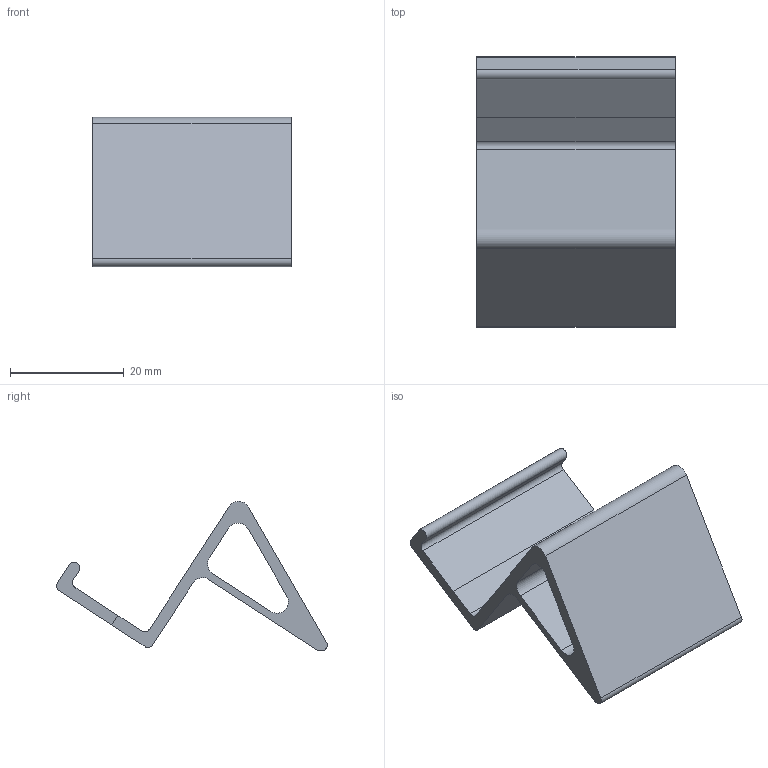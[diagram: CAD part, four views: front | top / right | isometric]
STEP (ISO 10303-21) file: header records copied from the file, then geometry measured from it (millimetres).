
FILE_DESCRIPTION(/* description */ (''),/* implementation_level */ '2;1');
FILE_NAME(/* name */ '2.8inch Stand (1).step',/* time_stamp */ '2023-11-12T14:45:42Z',/* author */ (''),/* organization */ (''),/* preprocessor_version */ 'ST-DEVELOPER v20',/* originating_system */ 'Autodesk Translation Framework v12.14.0.127',/* authorisation */ '');
FILE_SCHEMA (('AUTOMOTIVE_DESIGN { 1 0 10303 214 3 1 1 }'));
Length unit declared in the file: millimetre
Products named in the file (2): 2.8inch Stand (1); 5inch Screen Stand v24 v1 (1)
Assembly tree (1 placements, depth 2):
  2.8inch Stand (1)
    5inch Screen Stand v24 v1 (1)
Bounding box: 35 x 47.63 x 26.28 mm (x, y, z)
Volume: 7225.4 mm3; surface area: 7228.8 mm2
Topology: 2 solids, 2 shells, 33 faces, 87 edges, 58 vertices
Faces by surface type: plane 21, cylinder 12
Entity records: 1090 total; most frequent: DIRECTION 183, CARTESIAN_POINT 181, ORIENTED_EDGE 174, EDGE_CURVE 87, LINE 63, VECTOR 63, AXIS2_PLACEMENT_3D 60, VERTEX_POINT 58
